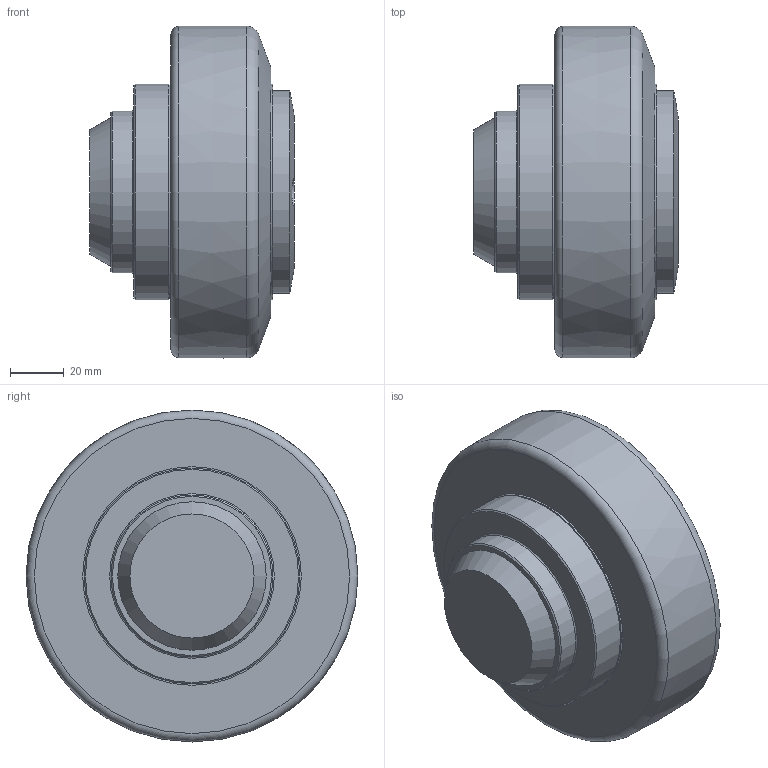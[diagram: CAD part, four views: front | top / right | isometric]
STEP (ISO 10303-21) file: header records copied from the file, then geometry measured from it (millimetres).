
FILE_DESCRIPTION(/* description */ ('-','CAx-IF Rec.Pracs.---Representation and Presentation of Product Manufacturing Information (PMI)---4.0---2014-10-13'),/* implementation_level */ '2;1');
FILE_NAME(/* name */ '067f671a-42c2-4488-b0cc-2a553d992f66.stp',/* time_stamp */ '2020-06-19T09:54:06+02:00',/* author */ ('-'),/* organization */ ('NTI CADcenter A/S'),/* preprocessor_version */ 'ST-DEVELOPER v18',/* originating_system */ 'Autodesk Inventor 2020',/* authorisation */ '-');
FILE_SCHEMA (('AP242_MANAGED_MODEL_BASED_3D_ENGINEERING_MIM_LF { 1 0 10303 442 1 1 4 }'));
Length unit declared in the file: millimetre
Products named in the file (1): TR 120.0360_Kontur
Bounding box: 75.8 x 122.99 x 122.99 mm (x, y, z)
Volume: 510139.2 mm3; surface area: 70209.7 mm2
Topology: 2 solids, 2 shells, 71 faces, 186 edges, 136 vertices
Faces by surface type: plane 34, cylinder 23, cone 8, torus 5, bspline 1
Full cylindrical faces by diameter (mm): 3 x2, 10 x2, 10.4 x2, 60 x1, 75 x1, 79 x1, 80 x3, 81 x2, 84.5 x1, 86.8 x1, 87 x2, 89.5 x2, 95 x1
Entity records: 2620 total; most frequent: CARTESIAN_POINT 598, DIRECTION 422, ORIENTED_EDGE 372, EDGE_CURVE 186, AXIS2_PLACEMENT_3D 178, VERTEX_POINT 136, CIRCLE 107, EDGE_LOOP 90
